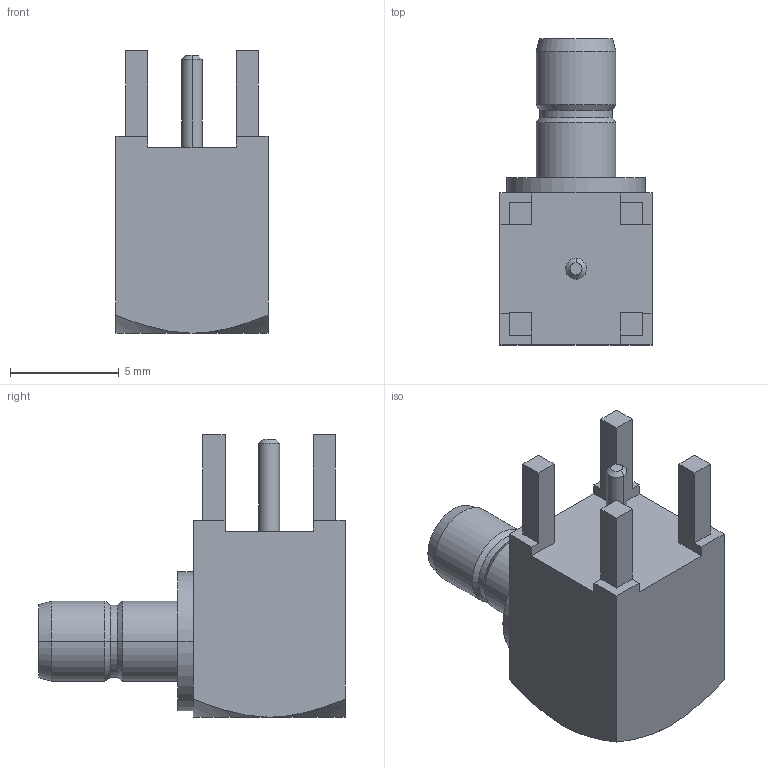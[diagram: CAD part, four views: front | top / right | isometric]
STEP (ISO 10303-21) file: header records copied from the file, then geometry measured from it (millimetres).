
FILE_DESCRIPTION((''),'2;1');
FILE_NAME('142144','2020-05-12T18:07:00',('Krishnaprasath'),(''),'CREO PARAMETRIC BY PTC INC, 2019444','CREO PARAMETRIC BY PTC INC, 2019444','');
FILE_SCHEMA(('CONFIG_CONTROL_DESIGN'));
Length unit declared in the file: millimetre
Products named in the file (1): 142144
Bounding box: 7 x 14.1 x 13 mm (x, y, z)
Volume: 516.9 mm3; surface area: 535.9 mm2
Topology: 1 solids, 1 shells, 70 faces, 166 edges, 104 vertices
Faces by surface type: plane 36, cylinder 18, cone 16
Entity records: 2096 total; most frequent: CARTESIAN_POINT 416, DIRECTION 346, ORIENTED_EDGE 332, EDGE_CURVE 166, AXIS2_PLACEMENT_3D 118, VECTOR 110, LINE 110, VERTEX_POINT 104
